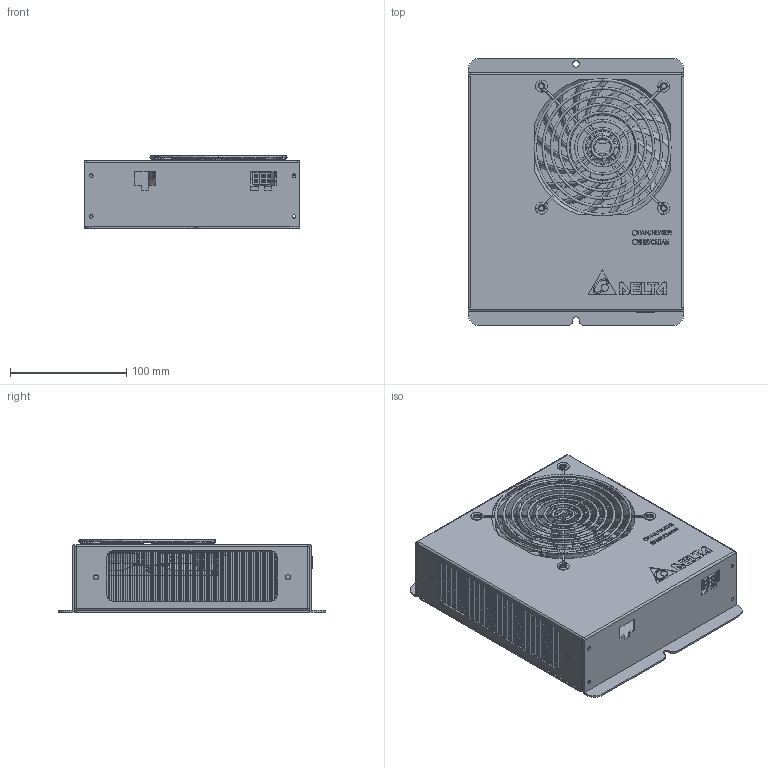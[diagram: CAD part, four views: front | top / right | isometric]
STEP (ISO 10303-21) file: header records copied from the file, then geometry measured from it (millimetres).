
FILE_DESCRIPTION (( 'STEP AP203' ), '1' );
FILE_NAME ('HEH100BA.STEP', '2015-10-01T01:32:48', ( '' ), ( '' ), 'SwSTEP 2.0', 'SolidWorks 2013', '' );
FILE_SCHEMA (( 'CONFIG_CONTROL_DESIGN' ));
Products named in the file (1): HEH100BA
Bounding box: 185 x 230 x 61.98 mm (x, y, z)
Volume: 302471.2 mm3; surface area: 559569.1 mm2
Topology: 89 solids, 89 shells, 4045 faces, 11267 edges, 7495 vertices
Faces by surface type: plane 3343, cylinder 486, bspline 141, cone 54, torus 21
Entity records: 154673 total; most frequent: CARTESIAN_POINT 52735, ORIENTED_EDGE 22534, DIRECTION 18026, EDGE_CURVE 11267, VECTOR 8602, LINE 8602, VERTEX_POINT 7495, EDGE_LOOP 4878
